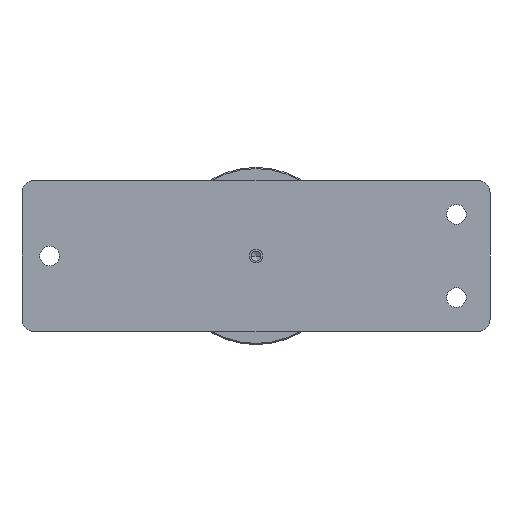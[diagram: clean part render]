
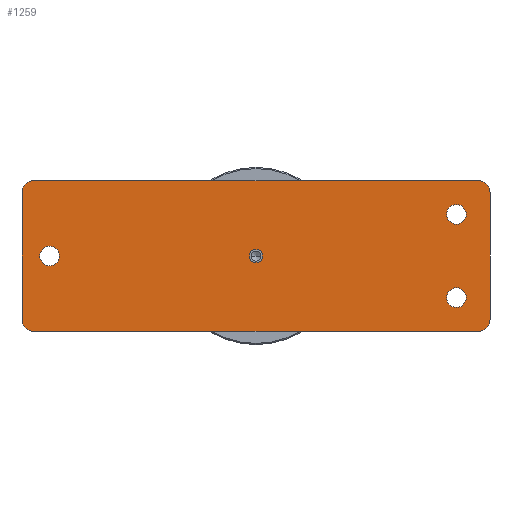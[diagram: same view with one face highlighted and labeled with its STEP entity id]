
A CAD part, left-side view. The second image highlights one B-rep face of the part: STEP entity #1259.
In plain terms, the highlighted face is planar.
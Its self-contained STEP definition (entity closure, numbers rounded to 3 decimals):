
#73=CARTESIAN_POINT('Vertex',(-5.5,0.,0.)) ;
#87=CARTESIAN_POINT('Vertex',(5.5,0.,0.)) ;
#90=CARTESIAN_POINT('Axis2P3D Location',(0.,0.,0.)) ;
#107=CARTESIAN_POINT('Axis2P3D Location',(0.,0.,0.)) ;
#204=CARTESIAN_POINT('Vertex',(8.25,173.5,0.)) ;
#209=CARTESIAN_POINT('Axis2P3D Location',(0.,173.5,0.)) ;
#213=CARTESIAN_POINT('Vertex',(-8.25,173.5,0.)) ;
#235=CARTESIAN_POINT('Axis2P3D Location',(0.,173.5,0.)) ;
#261=CARTESIAN_POINT('Vertex',(26.75,-168.5,0.)) ;
#266=CARTESIAN_POINT('Axis2P3D Location',(35.,-168.5,0.)) ;
#270=CARTESIAN_POINT('Vertex',(43.25,-168.5,0.)) ;
#292=CARTESIAN_POINT('Axis2P3D Location',(35.,-168.5,0.)) ;
#318=CARTESIAN_POINT('Vertex',(-43.25,-168.5,0.)) ;
#323=CARTESIAN_POINT('Axis2P3D Location',(-35.,-168.5,0.)) ;
#327=CARTESIAN_POINT('Vertex',(-26.75,-168.5,0.)) ;
#349=CARTESIAN_POINT('Axis2P3D Location',(-35.,-168.5,0.)) ;
#909=CARTESIAN_POINT('Vertex',(53.25,-196.75,0.)) ;
#912=CARTESIAN_POINT('Axis2P3D Location',(53.25,-186.75,0.)) ;
#916=CARTESIAN_POINT('Vertex',(63.25,-186.75,0.)) ;
#940=CARTESIAN_POINT('Vertex',(-53.25,-196.75,0.)) ;
#943=CARTESIAN_POINT('Line Origine',(0.,-196.75,0.)) ;
#964=CARTESIAN_POINT('Vertex',(-63.25,-186.75,0.)) ;
#967=CARTESIAN_POINT('Axis2P3D Location',(-53.25,-186.75,0.)) ;
#988=CARTESIAN_POINT('Vertex',(-63.25,186.75,0.)) ;
#991=CARTESIAN_POINT('Line Origine',(-63.25,0.,0.)) ;
#1012=CARTESIAN_POINT('Vertex',(-53.25,196.75,0.)) ;
#1015=CARTESIAN_POINT('Axis2P3D Location',(-53.25,186.75,0.)) ;
#1036=CARTESIAN_POINT('Vertex',(53.25,196.75,0.)) ;
#1039=CARTESIAN_POINT('Line Origine',(0.,196.75,0.)) ;
#1060=CARTESIAN_POINT('Vertex',(63.25,186.75,0.)) ;
#1063=CARTESIAN_POINT('Axis2P3D Location',(53.25,186.75,0.)) ;
#1080=CARTESIAN_POINT('Line Origine',(63.25,0.,0.)) ;
#1228=CARTESIAN_POINT('Axis2P3D Location',(0.,0.,0.)) ;
#91=DIRECTION('Axis2P3D Direction',(0.,-0.,1.)) ;
#108=DIRECTION('Axis2P3D Direction',(0.,-0.,1.)) ;
#210=DIRECTION('Axis2P3D Direction',(0.,-0.,-1.)) ;
#236=DIRECTION('Axis2P3D Direction',(0.,-0.,-1.)) ;
#267=DIRECTION('Axis2P3D Direction',(0.,-0.,-1.)) ;
#293=DIRECTION('Axis2P3D Direction',(0.,-0.,-1.)) ;
#324=DIRECTION('Axis2P3D Direction',(0.,-0.,-1.)) ;
#350=DIRECTION('Axis2P3D Direction',(0.,-0.,-1.)) ;
#913=DIRECTION('Axis2P3D Direction',(0.,0.,1.)) ;
#944=DIRECTION('Vector Direction',(-1.,0.,0.)) ;
#968=DIRECTION('Axis2P3D Direction',(0.,0.,1.)) ;
#992=DIRECTION('Vector Direction',(0.,1.,0.)) ;
#1016=DIRECTION('Axis2P3D Direction',(0.,0.,1.)) ;
#1040=DIRECTION('Vector Direction',(1.,0.,0.)) ;
#1064=DIRECTION('Axis2P3D Direction',(0.,-0.,1.)) ;
#1081=DIRECTION('Vector Direction',(0.,-1.,0.)) ;
#1229=DIRECTION('Axis2P3D Direction',(0.,0.,1.)) ;
#1230=DIRECTION('Axis2P3D XDirection',(1.,0.,0.)) ;
#92=AXIS2_PLACEMENT_3D('Circle Axis2P3D',#90,#91,$) ;
#109=AXIS2_PLACEMENT_3D('Circle Axis2P3D',#107,#108,$) ;
#211=AXIS2_PLACEMENT_3D('Circle Axis2P3D',#209,#210,$) ;
#237=AXIS2_PLACEMENT_3D('Circle Axis2P3D',#235,#236,$) ;
#268=AXIS2_PLACEMENT_3D('Circle Axis2P3D',#266,#267,$) ;
#294=AXIS2_PLACEMENT_3D('Circle Axis2P3D',#292,#293,$) ;
#325=AXIS2_PLACEMENT_3D('Circle Axis2P3D',#323,#324,$) ;
#351=AXIS2_PLACEMENT_3D('Circle Axis2P3D',#349,#350,$) ;
#914=AXIS2_PLACEMENT_3D('Circle Axis2P3D',#912,#913,$) ;
#969=AXIS2_PLACEMENT_3D('Circle Axis2P3D',#967,#968,$) ;
#1017=AXIS2_PLACEMENT_3D('Circle Axis2P3D',#1015,#1016,$) ;
#1065=AXIS2_PLACEMENT_3D('Circle Axis2P3D',#1063,#1064,$) ;
#1231=AXIS2_PLACEMENT_3D('Plane Axis2P3D',#1228,#1229,#1230) ;
#1234=ORIENTED_EDGE('',*,*,#918,.F.) ;
#1235=ORIENTED_EDGE('',*,*,#947,.F.) ;
#1236=ORIENTED_EDGE('',*,*,#971,.F.) ;
#1237=ORIENTED_EDGE('',*,*,#995,.F.) ;
#1238=ORIENTED_EDGE('',*,*,#1019,.F.) ;
#1239=ORIENTED_EDGE('',*,*,#1043,.F.) ;
#1240=ORIENTED_EDGE('',*,*,#1067,.F.) ;
#1241=ORIENTED_EDGE('',*,*,#1084,.F.) ;
#1244=ORIENTED_EDGE('',*,*,#94,.T.) ;
#1245=ORIENTED_EDGE('',*,*,#111,.T.) ;
#1248=ORIENTED_EDGE('',*,*,#239,.T.) ;
#1249=ORIENTED_EDGE('',*,*,#215,.T.) ;
#1252=ORIENTED_EDGE('',*,*,#296,.T.) ;
#1253=ORIENTED_EDGE('',*,*,#272,.T.) ;
#1256=ORIENTED_EDGE('',*,*,#353,.T.) ;
#1257=ORIENTED_EDGE('',*,*,#329,.T.) ;
#1246=FACE_BOUND('',#1243,.T.) ;
#1250=FACE_BOUND('',#1247,.T.) ;
#1254=FACE_BOUND('',#1251,.T.) ;
#1258=FACE_BOUND('',#1255,.T.) ;
#945=VECTOR('Line Direction',#944,1.) ;
#993=VECTOR('Line Direction',#992,1.) ;
#1041=VECTOR('Line Direction',#1040,1.) ;
#1082=VECTOR('Line Direction',#1081,1.) ;
#1259=ADVANCED_FACE('PartBody',(#1242,#1246,#1250,#1254,#1258),#1232,.F.) ;
#93=CIRCLE('generated circle',#92,5.5) ;
#110=CIRCLE('generated circle',#109,5.5) ;
#212=CIRCLE('generated circle',#211,8.25) ;
#238=CIRCLE('generated circle',#237,8.25) ;
#269=CIRCLE('generated circle',#268,8.25) ;
#295=CIRCLE('generated circle',#294,8.25) ;
#326=CIRCLE('generated circle',#325,8.25) ;
#352=CIRCLE('generated circle',#351,8.25) ;
#915=CIRCLE('generated circle',#914,10.) ;
#970=CIRCLE('generated circle',#969,10.) ;
#1018=CIRCLE('generated circle',#1017,10.) ;
#1066=CIRCLE('generated circle',#1065,10.) ;
#94=EDGE_CURVE('',#74,#88,#93,.T.) ;
#111=EDGE_CURVE('',#88,#74,#110,.T.) ;
#215=EDGE_CURVE('',#214,#205,#212,.F.) ;
#239=EDGE_CURVE('',#205,#214,#238,.F.) ;
#272=EDGE_CURVE('',#271,#262,#269,.F.) ;
#296=EDGE_CURVE('',#262,#271,#295,.F.) ;
#329=EDGE_CURVE('',#328,#319,#326,.F.) ;
#353=EDGE_CURVE('',#319,#328,#352,.F.) ;
#918=EDGE_CURVE('',#910,#917,#915,.T.) ;
#947=EDGE_CURVE('',#941,#910,#946,.F.) ;
#971=EDGE_CURVE('',#965,#941,#970,.T.) ;
#995=EDGE_CURVE('',#989,#965,#994,.F.) ;
#1019=EDGE_CURVE('',#1013,#989,#1018,.T.) ;
#1043=EDGE_CURVE('',#1037,#1013,#1042,.F.) ;
#1067=EDGE_CURVE('',#1061,#1037,#1066,.T.) ;
#1084=EDGE_CURVE('',#917,#1061,#1083,.F.) ;
#1233=EDGE_LOOP('',(#1234,#1235,#1236,#1237,#1238,#1239,#1240,#1241)) ;
#1243=EDGE_LOOP('',(#1244,#1245)) ;
#1247=EDGE_LOOP('',(#1248,#1249)) ;
#1251=EDGE_LOOP('',(#1252,#1253)) ;
#1255=EDGE_LOOP('',(#1256,#1257)) ;
#1242=FACE_OUTER_BOUND('',#1233,.T.) ;
#946=LINE('Line',#943,#945) ;
#994=LINE('Line',#991,#993) ;
#1042=LINE('Line',#1039,#1041) ;
#1083=LINE('Line',#1080,#1082) ;
#1232=PLANE('',#1231) ;
#74=VERTEX_POINT('',#73) ;
#88=VERTEX_POINT('',#87) ;
#205=VERTEX_POINT('',#204) ;
#214=VERTEX_POINT('',#213) ;
#262=VERTEX_POINT('',#261) ;
#271=VERTEX_POINT('',#270) ;
#319=VERTEX_POINT('',#318) ;
#328=VERTEX_POINT('',#327) ;
#910=VERTEX_POINT('',#909) ;
#917=VERTEX_POINT('',#916) ;
#941=VERTEX_POINT('',#940) ;
#965=VERTEX_POINT('',#964) ;
#989=VERTEX_POINT('',#988) ;
#1013=VERTEX_POINT('',#1012) ;
#1037=VERTEX_POINT('',#1036) ;
#1061=VERTEX_POINT('',#1060) ;
